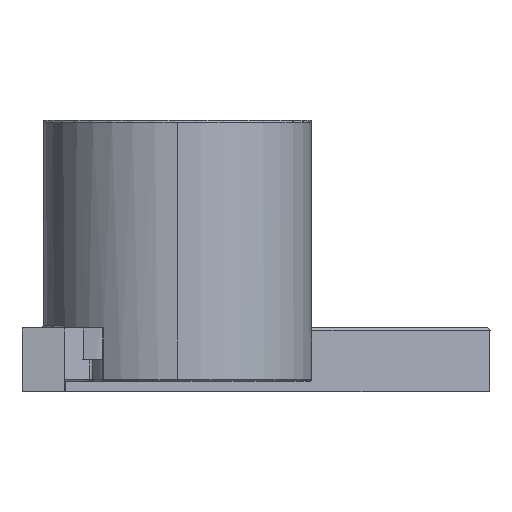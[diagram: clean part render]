
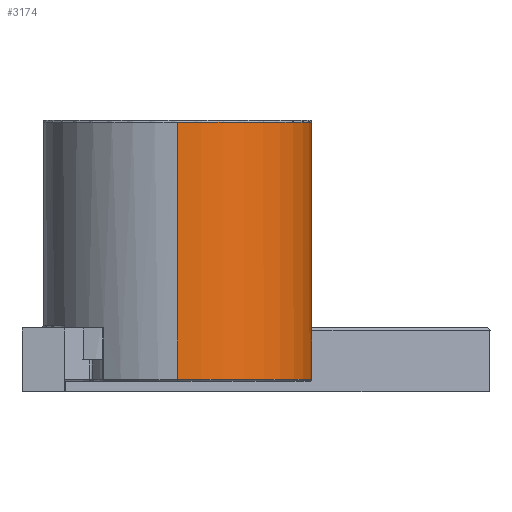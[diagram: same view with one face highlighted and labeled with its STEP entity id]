
A CAD part, left-side view. The second image highlights one B-rep face of the part: STEP entity #3174.
In plain terms, the highlighted cylindrical face has radius 15.977 mm (diameter 31.953 mm), a partial arc.
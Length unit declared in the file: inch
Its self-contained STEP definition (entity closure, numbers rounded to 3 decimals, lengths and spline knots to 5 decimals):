
#169 = VECTOR ( 'NONE', #1812, 39.37008 ) ;
#213 = CARTESIAN_POINT ( 'NONE',  ( -1.74299, -0.36699, -0.01 ) ) ;
#231 = CARTESIAN_POINT ( 'NONE',  ( -1.62508, -0.00984, 1.125 ) ) ;
#252 = DIRECTION ( 'NONE',  ( -1., 0., 0. ) ) ;
#292 = CARTESIAN_POINT ( 'NONE',  ( -1.80209, -0.4377, 0.14917 ) ) ;
#330 = VERTEX_POINT ( 'NONE', #2751 ) ;
#374 = VERTEX_POINT ( 'NONE', #4421 ) ;
#378 = VERTEX_POINT ( 'NONE', #4934 ) ;
#471 = FACE_OUTER_BOUND ( 'NONE', #4686, .T. ) ;
#502 = ORIENTED_EDGE ( 'NONE', *, *, #2176, .F. ) ;
#650 = DIRECTION ( 'NONE',  ( 0., 0., -1. ) ) ;
#659 = B_SPLINE_CURVE_WITH_KNOTS ( 'NONE', 3,
 ( #2940, #2201, #2584, #292, #2955, #672, #3344, #1052, #3732, #1447 ),
 .UNSPECIFIED., .F., .F.,
 ( 4, 2, 2, 2, 4 ),
 ( -0.00003, 0.00098, 0.00199, 0.003, 0.00401 ),
 .UNSPECIFIED. ) ;
#672 = CARTESIAN_POINT ( 'NONE',  ( -1.77565, -0.40865, 0.15507 ) ) ;
#685 = B_SPLINE_CURVE_WITH_KNOTS ( 'NONE', 3,
 ( #2880, #213, #3266, #980, #3664, #1369, #4035, #1750 ),
 .UNSPECIFIED., .F., .F.,
 ( 4, 2, 2, 4 ),
 ( 0., 0.00101, 0.00203, 0.00405 ),
 .UNSPECIFIED. ) ;
#760 = CIRCLE ( 'NONE', #1764, 0.629 ) ;
#884 = VECTOR ( 'NONE', #650, 39.37008 ) ;
#920 = CARTESIAN_POINT ( 'NONE',  ( -2.254, 0., 0.16 ) ) ;
#942 = CIRCLE ( 'NONE', #3340, 0.629 ) ;
#980 = CARTESIAN_POINT ( 'NONE',  ( -1.76721, -0.39856, -0.00673 ) ) ;
#1052 = CARTESIAN_POINT ( 'NONE',  ( -1.75085, -0.37769, 0.15919 ) ) ;
#1081 = CARTESIAN_POINT ( 'NONE',  ( -1.73545, -0.35601, 0.16 ) ) ;
#1117 = ORIENTED_EDGE ( 'NONE', *, *, #2041, .T. ) ;
#1167 = VECTOR ( 'NONE', #1765, 39.37008 ) ;
#1177 = LINE ( 'NONE', #4097, #169 ) ;
#1292 = ORIENTED_EDGE ( 'NONE', *, *, #3311, .T. ) ;
#1305 = DIRECTION ( 'NONE',  ( 1., 0., 0. ) ) ;
#1369 = CARTESIAN_POINT ( 'NONE',  ( -1.80181, -0.43801, 0.0006 ) ) ;
#1388 = CARTESIAN_POINT ( 'NONE',  ( -2.254, 0., 1.125 ) ) ;
#1447 = CARTESIAN_POINT ( 'NONE',  ( -1.73545, -0.35601, 0.16 ) ) ;
#1492 = EDGE_CURVE ( 'NONE', #374, #1918, #685, .T. ) ;
#1750 = CARTESIAN_POINT ( 'NONE',  ( -1.84005, -0.47359, 0.01 ) ) ;
#1764 = AXIS2_PLACEMENT_3D ( 'NONE', #920, #3599, #1305 ) ;
#1765 = DIRECTION ( 'NONE',  ( 0., 0., 1. ) ) ;
#1812 = DIRECTION ( 'NONE',  ( 0., 0., -1. ) ) ;
#1918 = VERTEX_POINT ( 'NONE', #2420 ) ;
#1959 = DIRECTION ( 'NONE',  ( 0., 0., 1. ) ) ;
#2037 = CARTESIAN_POINT ( 'NONE',  ( -2.254, 0., -0.01 ) ) ;
#2041 = EDGE_CURVE ( 'NONE', #330, #3605, #4717, .T. ) ;
#2117 = CARTESIAN_POINT ( 'NONE',  ( -2.254, 0., 1.115 ) ) ;
#2176 = EDGE_CURVE ( 'NONE', #2210, #1918, #1177, .T. ) ;
#2201 = CARTESIAN_POINT ( 'NONE',  ( -1.83024, -0.46501, 0.14234 ) ) ;
#2203 = LINE ( 'NONE', #231, #1167 ) ;
#2210 = VERTEX_POINT ( 'NONE', #2979 ) ;
#2227 = VERTEX_POINT ( 'NONE', #1081 ) ;
#2390 = ORIENTED_EDGE ( 'NONE', *, *, #2648, .T. ) ;
#2420 = CARTESIAN_POINT ( 'NONE',  ( -1.84005, -0.47359, 0.01 ) ) ;
#2483 = EDGE_CURVE ( 'NONE', #2227, #3343, #760, .T. ) ;
#2501 = DIRECTION ( 'NONE',  ( 1., 0., 0. ) ) ;
#2584 = CARTESIAN_POINT ( 'NONE',  ( -1.82064, -0.45608, 0.1447 ) ) ;
#2648 = EDGE_CURVE ( 'NONE', #2210, #2227, #659, .T. ) ;
#2751 = CARTESIAN_POINT ( 'NONE',  ( -1.62508, -0.00984, 1.115 ) ) ;
#2880 = CARTESIAN_POINT ( 'NONE',  ( -1.73545, -0.35601, -0.01 ) ) ;
#2940 = CARTESIAN_POINT ( 'NONE',  ( -1.84005, -0.47359, 0.14 ) ) ;
#2955 = CARTESIAN_POINT ( 'NONE',  ( -1.79309, -0.42823, 0.15129 ) ) ;
#2979 = CARTESIAN_POINT ( 'NONE',  ( -1.84005, -0.47359, 0.14 ) ) ;
#3042 = CARTESIAN_POINT ( 'NONE',  ( -1.625, 0., -0.01 ) ) ;
#3174 = ADVANCED_FACE ( 'NONE', ( #471 ), #3395, .T. ) ;
#3186 = LINE ( 'NONE', #4522, #4467 ) ;
#3266 = CARTESIAN_POINT ( 'NONE',  ( -1.75084, -0.37769, -0.00919 ) ) ;
#3311 = EDGE_CURVE ( 'NONE', #3605, #4954, #3930, .T. ) ;
#3325 = VERTEX_POINT ( 'NONE', #3042 ) ;
#3340 = AXIS2_PLACEMENT_3D ( 'NONE', #2037, #4732, #4802 ) ;
#3343 = VERTEX_POINT ( 'NONE', #4859 ) ;
#3344 = CARTESIAN_POINT ( 'NONE',  ( -1.76721, -0.39856, 0.15673 ) ) ;
#3373 = CIRCLE ( 'NONE', #4142, 0.629 ) ;
#3385 = CARTESIAN_POINT ( 'NONE',  ( -2.883, 0., 1.115 ) ) ;
#3395 = CYLINDRICAL_SURFACE ( 'NONE', #3783, 0.629 ) ;
#3453 = ORIENTED_EDGE ( 'NONE', *, *, #2483, .T. ) ;
#3462 = ORIENTED_EDGE ( 'NONE', *, *, #1492, .T. ) ;
#3509 = CARTESIAN_POINT ( 'NONE',  ( -2.883, 0., 1.125 ) ) ;
#3597 = EDGE_CURVE ( 'NONE', #3325, #374, #942, .T. ) ;
#3599 = DIRECTION ( 'NONE',  ( 0., 0., 1. ) ) ;
#3605 = VERTEX_POINT ( 'NONE', #3385 ) ;
#3664 = CARTESIAN_POINT ( 'NONE',  ( -1.77565, -0.40865, -0.00507 ) ) ;
#3685 = ORIENTED_EDGE ( 'NONE', *, *, #4565, .F. ) ;
#3732 = CARTESIAN_POINT ( 'NONE',  ( -1.74299, -0.36699, 0.16 ) ) ;
#3783 = AXIS2_PLACEMENT_3D ( 'NONE', #1388, #4838, #252 ) ;
#3856 = ORIENTED_EDGE ( 'NONE', *, *, #3597, .T. ) ;
#3930 = LINE ( 'NONE', #3509, #884 ) ;
#3997 = CARTESIAN_POINT ( 'NONE',  ( -2.883, 0., -0.09 ) ) ;
#4016 = ORIENTED_EDGE ( 'NONE', *, *, #4749, .T. ) ;
#4025 = EDGE_CURVE ( 'NONE', #3343, #330, #2203, .T. ) ;
#4035 = CARTESIAN_POINT ( 'NONE',  ( -1.82034, -0.45636, 0.0053 ) ) ;
#4097 = CARTESIAN_POINT ( 'NONE',  ( -1.84005, -0.47359, 0.15 ) ) ;
#4142 = AXIS2_PLACEMENT_3D ( 'NONE', #4252, #1959, #4632 ) ;
#4205 = ORIENTED_EDGE ( 'NONE', *, *, #4025, .T. ) ;
#4252 = CARTESIAN_POINT ( 'NONE',  ( -2.254, 0., -0.09 ) ) ;
#4421 = CARTESIAN_POINT ( 'NONE',  ( -1.73545, -0.35601, -0.01 ) ) ;
#4467 = VECTOR ( 'NONE', #4914, 39.37008 ) ;
#4522 = CARTESIAN_POINT ( 'NONE',  ( -1.625, 0., 1.125 ) ) ;
#4565 = EDGE_CURVE ( 'NONE', #3325, #378, #3186, .T. ) ;
#4632 = DIRECTION ( 'NONE',  ( 1., 0., 0. ) ) ;
#4686 = EDGE_LOOP ( 'NONE', ( #3685, #3856, #3462, #502, #2390, #3453, #4205, #1117, #1292, #4016 ) ) ;
#4717 = CIRCLE ( 'NONE', #4781, 0.629 ) ;
#4732 = DIRECTION ( 'NONE',  ( 0., 0., -1. ) ) ;
#4749 = EDGE_CURVE ( 'NONE', #4954, #378, #3373, .T. ) ;
#4781 = AXIS2_PLACEMENT_3D ( 'NONE', #2117, #4796, #2501 ) ;
#4796 = DIRECTION ( 'NONE',  ( 0., 0., -1. ) ) ;
#4802 = DIRECTION ( 'NONE',  ( 1., 0., 0. ) ) ;
#4838 = DIRECTION ( 'NONE',  ( 0., 0., -1. ) ) ;
#4859 = CARTESIAN_POINT ( 'NONE',  ( -1.62508, -0.00984, 0.16 ) ) ;
#4914 = DIRECTION ( 'NONE',  ( 0., 0., -1. ) ) ;
#4934 = CARTESIAN_POINT ( 'NONE',  ( -1.625, 0., -0.09 ) ) ;
#4954 = VERTEX_POINT ( 'NONE', #3997 ) ;
